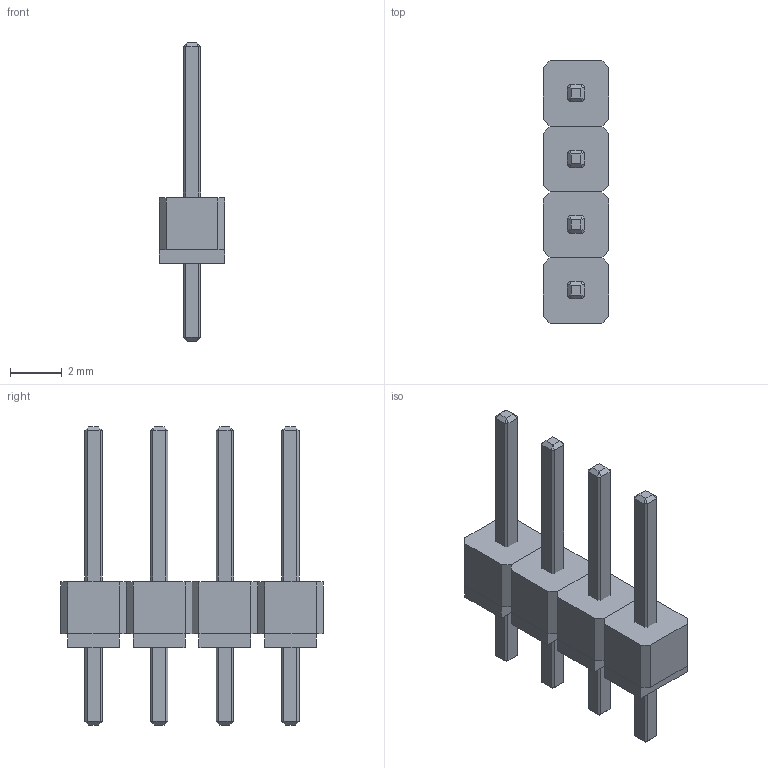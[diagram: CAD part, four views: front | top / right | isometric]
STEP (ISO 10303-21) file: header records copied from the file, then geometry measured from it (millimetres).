
FILE_DESCRIPTION(('FreeCAD Model'),'2;1');
FILE_NAME('Open CASCADE Shape Model','2024-05-12T21:01:20',('Author'),( ''),'Open CASCADE STEP processor 7.6','FreeCAD','Unknown');
FILE_SCHEMA(('AP242_MANAGED_MODEL_BASED_3D_ENGINEERING_MIM_LF. {1 0 10303 442 1 1 4 }'));
Length unit declared in the file: millimetre
Products named in the file (1): header
Bounding box: 2.54 x 10.16 x 11.54 mm (x, y, z)
Volume: 81.8 mm3; surface area: 263.8 mm2
Topology: 8 solids, 8 shells, 168 faces, 360 edges, 208 vertices
Faces by surface type: plane 168
Entity records: 5565 total; most frequent: CARTESIAN_POINT 737, ORIENTED_EDGE 720, DIRECTION 698, EDGE_CURVE 360, LINE 360, VECTOR 360, VERTEX_POINT 208, PRESENTATION_STYLE_ASSIGNMENT 176
